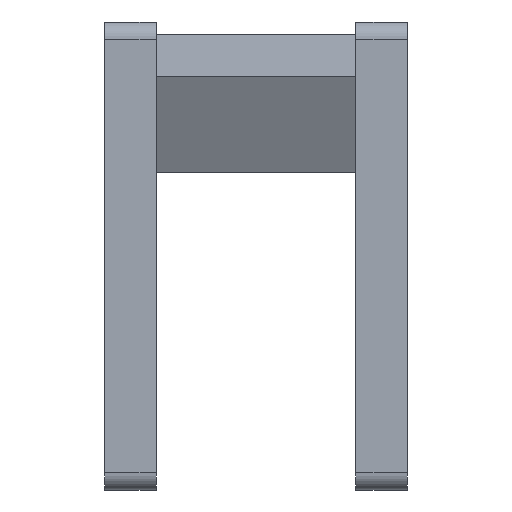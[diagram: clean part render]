
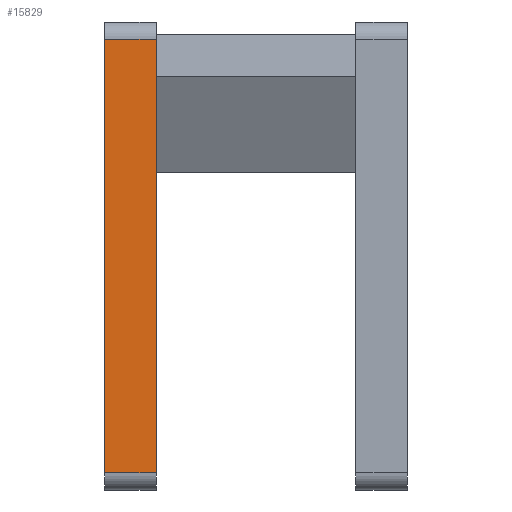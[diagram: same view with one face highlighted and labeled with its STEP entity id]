
A CAD part, front view. The second image highlights one B-rep face of the part: STEP entity #15829.
In plain terms, the highlighted planar face has unit normal (0, -1, 0).
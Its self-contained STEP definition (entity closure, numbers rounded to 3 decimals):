
#449=PLANE('',#16811);
#885=FACE_OUTER_BOUND('',#1729,.T.);
#1729=EDGE_LOOP('',(#10842,#10843,#10844,#10845));
#2986=LINE('',#23972,#4204);
#2988=LINE('',#23978,#4206);
#3079=LINE('',#24414,#4297);
#3080=LINE('',#24415,#4298);
#4204=VECTOR('',#18708,10.);
#4206=VECTOR('',#18714,10.);
#4297=VECTOR('',#19061,10.);
#4298=VECTOR('',#19062,10.);
#6608=VERTEX_POINT('',#23969);
#6609=VERTEX_POINT('',#23971);
#6611=VERTEX_POINT('',#23977);
#6828=VERTEX_POINT('',#24413);
#8217=EDGE_CURVE('',#6608,#6609,#2986,.T.);
#8220=EDGE_CURVE('',#6609,#6611,#2988,.T.);
#8438=EDGE_CURVE('',#6828,#6608,#3079,.T.);
#8439=EDGE_CURVE('',#6611,#6828,#3080,.T.);
#10842=ORIENTED_EDGE('',*,*,#8217,.F.);
#10843=ORIENTED_EDGE('',*,*,#8438,.F.);
#10844=ORIENTED_EDGE('',*,*,#8439,.F.);
#10845=ORIENTED_EDGE('',*,*,#8220,.F.);
#15829=ADVANCED_FACE('',(#885),#449,.T.);
#16811=AXIS2_PLACEMENT_3D('',#24412,#19059,#19060);
#18708=DIRECTION('',(-1.,0.,0.));
#18714=DIRECTION('',(0.,0.,1.));
#19059=DIRECTION('center_axis',(0.,-1.,0.));
#19060=DIRECTION('ref_axis',(0.,0.,-1.));
#19061=DIRECTION('',(0.,0.,-1.));
#19062=DIRECTION('',(1.,0.,0.));
#23969=CARTESIAN_POINT('',(12.,-31.,-8.));
#23971=CARTESIAN_POINT('',(0.,-31.,-8.));
#23972=CARTESIAN_POINT('',(0.,-31.,-8.));
#23977=CARTESIAN_POINT('',(0.,-31.,94.));
#23978=CARTESIAN_POINT('',(0.,-31.,-12.));
#24412=CARTESIAN_POINT('Origin',(0.,-31.,98.));
#24413=CARTESIAN_POINT('',(12.,-31.,94.));
#24414=CARTESIAN_POINT('',(12.,-31.,-12.));
#24415=CARTESIAN_POINT('',(0.,-31.,94.));
